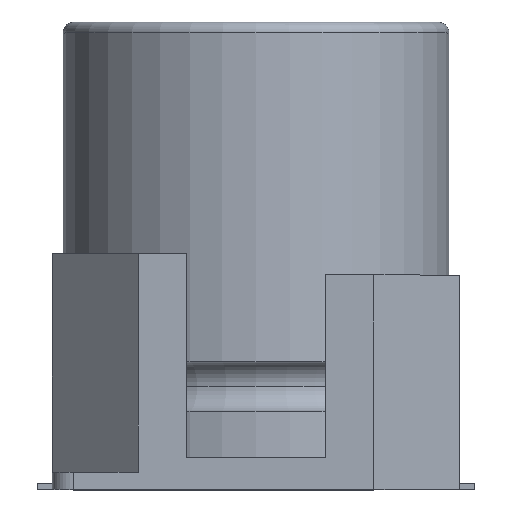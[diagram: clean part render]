
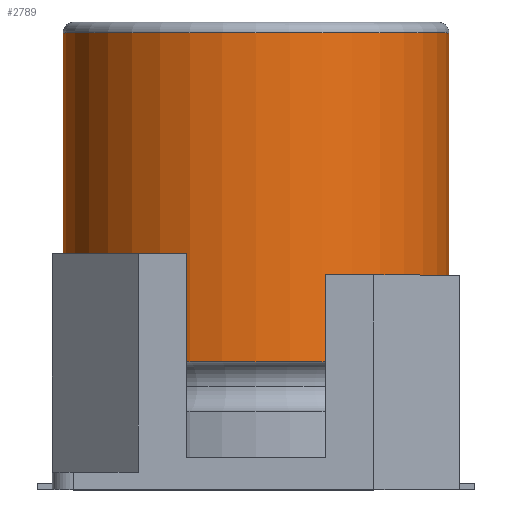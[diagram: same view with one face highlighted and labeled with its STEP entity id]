
A CAD part, top view. The second image highlights one B-rep face of the part: STEP entity #2789.
In plain terms, the highlighted cylindrical face has radius 9 mm (diameter 18 mm), a partial arc.
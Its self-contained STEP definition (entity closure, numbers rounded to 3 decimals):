
#13 = VECTOR ( 'NONE', #499, 1000. ) ;
#106 = AXIS2_PLACEMENT_3D ( 'NONE', #1972, #1643, #123 ) ;
#107 = EDGE_CURVE ( 'NONE', #2478, #2017, #727, .T. ) ;
#123 = DIRECTION ( 'NONE',  ( 1., 0., 0. ) ) ;
#157 = CARTESIAN_POINT ( 'NONE',  ( 9., 20.3, 0. ) ) ;
#313 = DIRECTION ( 'NONE',  ( 0., -1., 0. ) ) ;
#373 = ORIENTED_EDGE ( 'NONE', *, *, #1071, .T. ) ;
#458 = EDGE_CURVE ( 'NONE', #3166, #1579, #2569, .T. ) ;
#473 = ORIENTED_EDGE ( 'NONE', *, *, #458, .T. ) ;
#494 = EDGE_CURVE ( 'NONE', #2017, #1579, #2715, .T. ) ;
#499 = DIRECTION ( 'NONE',  ( 0., -1., 0. ) ) ;
#727 = LINE ( 'NONE', #157, #13 ) ;
#765 = DIRECTION ( 'NONE',  ( 0., -1., 0. ) ) ;
#907 = CIRCLE ( 'NONE', #2647, 9. ) ;
#957 = VECTOR ( 'NONE', #3391, 1000. ) ;
#1069 = CARTESIAN_POINT ( 'NONE',  ( -9., 19.8, 0. ) ) ;
#1071 = EDGE_CURVE ( 'NONE', #2478, #3166, #907, .T. ) ;
#1180 = CARTESIAN_POINT ( 'NONE',  ( 0., 20.3, 0. ) ) ;
#1265 = CARTESIAN_POINT ( 'NONE',  ( -9., 20.3, 0. ) ) ;
#1579 = VERTEX_POINT ( 'NONE', #1852 ) ;
#1643 = DIRECTION ( 'NONE',  ( 0., -1., 0. ) ) ;
#1852 = CARTESIAN_POINT ( 'NONE',  ( -9., 4.45, 0. ) ) ;
#1935 = CARTESIAN_POINT ( 'NONE',  ( 9., 19.8, 0. ) ) ;
#1972 = CARTESIAN_POINT ( 'NONE',  ( 0., 4.45, 0. ) ) ;
#2017 = VERTEX_POINT ( 'NONE', #2187 ) ;
#2054 = ORIENTED_EDGE ( 'NONE', *, *, #107, .F. ) ;
#2074 = ORIENTED_EDGE ( 'NONE', *, *, #494, .F. ) ;
#2187 = CARTESIAN_POINT ( 'NONE',  ( 9., 4.45, 0. ) ) ;
#2405 = DIRECTION ( 'NONE',  ( 1., 0., 0. ) ) ;
#2478 = VERTEX_POINT ( 'NONE', #1935 ) ;
#2517 = EDGE_LOOP ( 'NONE', ( #373, #473, #2074, #2054 ) ) ;
#2518 = FACE_OUTER_BOUND ( 'NONE', #2517, .T. ) ;
#2569 = LINE ( 'NONE', #1265, #957 ) ;
#2647 = AXIS2_PLACEMENT_3D ( 'NONE', #3485, #765, #2902 ) ;
#2715 = CIRCLE ( 'NONE', #106, 9. ) ;
#2789 = ADVANCED_FACE ( 'NONE', ( #2518 ), #3318, .T. ) ;
#2902 = DIRECTION ( 'NONE',  ( -1., 0., 0. ) ) ;
#3166 = VERTEX_POINT ( 'NONE', #1069 ) ;
#3318 = CYLINDRICAL_SURFACE ( 'NONE', #3347, 9. ) ;
#3347 = AXIS2_PLACEMENT_3D ( 'NONE', #1180, #313, #2405 ) ;
#3391 = DIRECTION ( 'NONE',  ( 0., -1., 0. ) ) ;
#3485 = CARTESIAN_POINT ( 'NONE',  ( 0., 19.8, 0. ) ) ;
